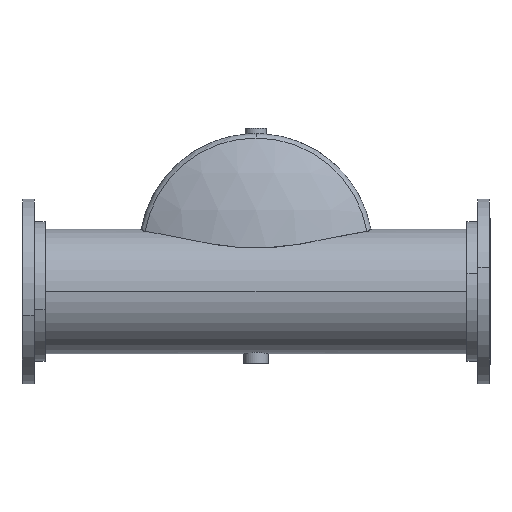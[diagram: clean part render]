
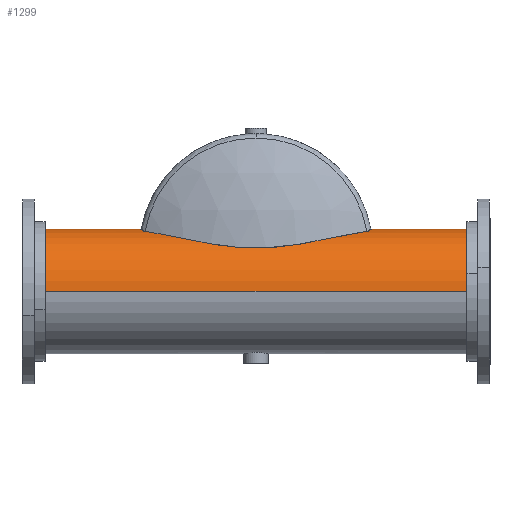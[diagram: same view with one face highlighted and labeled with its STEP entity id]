
A CAD part, top view. The second image highlights one B-rep face of the part: STEP entity #1299.
In plain terms, the highlighted cylindrical face has radius 161.925 mm (diameter 323.85 mm), a partial arc.
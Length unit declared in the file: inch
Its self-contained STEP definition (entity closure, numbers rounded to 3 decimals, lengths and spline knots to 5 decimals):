
#79 = CARTESIAN_POINT ( 'NONE',  ( 7., 6.05315, 2. ) ) ;
#126 = AXIS2_PLACEMENT_3D ( 'NONE', #2670, #2335, #651 ) ;
#174 = VECTOR ( 'NONE', #1767, 39.37008 ) ;
#197 = ORIENTED_EDGE ( 'NONE', *, *, #4167, .T. ) ;
#210 = CARTESIAN_POINT ( 'NONE',  ( -7., 6.05315, -2. ) ) ;
#217 = ORIENTED_EDGE ( 'NONE', *, *, #3040, .F. ) ;
#263 = DIRECTION ( 'NONE',  ( 0., 0., 1. ) ) ;
#383 = ORIENTED_EDGE ( 'NONE', *, *, #3371, .T. ) ;
#617 = LINE ( 'NONE', #3137, #826 ) ;
#647 = CARTESIAN_POINT ( 'NONE',  ( -23.5, 6.05315, 2. ) ) ;
#651 = DIRECTION ( 'NONE',  ( 0., 0., -1. ) ) ;
#690 = AXIS2_PLACEMENT_3D ( 'NONE', #4193, #3787, #3530 ) ;
#705 = CARTESIAN_POINT ( 'NONE',  ( 23.5, 0., 0. ) ) ;
#715 = EDGE_CURVE ( 'NONE', #4233, #3546, #1749, .T. ) ;
#743 = DIRECTION ( 'NONE',  ( 1., 0., 0. ) ) ;
#826 = VECTOR ( 'NONE', #2037, 39.37008 ) ;
#835 = EDGE_LOOP ( 'NONE', ( #197, #2227, #217, #1453 ) ) ;
#866 = VERTEX_POINT ( 'NONE', #1820 ) ;
#1026 = DIRECTION ( 'NONE',  ( 0., 0., -1. ) ) ;
#1108 = VERTEX_POINT ( 'NONE', #79 ) ;
#1152 = CARTESIAN_POINT ( 'NONE',  ( 23.5, 0., -6.375 ) ) ;
#1207 = CIRCLE ( 'NONE', #690, 6.375 ) ;
#1299 = ADVANCED_FACE ( 'NONE', ( #1582, #2277 ), #4094, .T. ) ;
#1307 = VERTEX_POINT ( 'NONE', #3319 ) ;
#1404 = EDGE_LOOP ( 'NONE', ( #383, #2652, #4535, #2462 ) ) ;
#1406 = EDGE_CURVE ( 'NONE', #1108, #4233, #4538, .T. ) ;
#1453 = ORIENTED_EDGE ( 'NONE', *, *, #3069, .F. ) ;
#1505 = CIRCLE ( 'NONE', #3933, 6.375 ) ;
#1582 = FACE_BOUND ( 'NONE', #1404, .T. ) ;
#1749 = CIRCLE ( 'NONE', #126, 6.375 ) ;
#1755 = LINE ( 'NONE', #4252, #3190 ) ;
#1767 = DIRECTION ( 'NONE',  ( -1., 0., 0. ) ) ;
#1776 = EDGE_CURVE ( 'NONE', #3053, #2100, #1755, .T. ) ;
#1794 = AXIS2_PLACEMENT_3D ( 'NONE', #2691, #2298, #4426 ) ;
#1820 = CARTESIAN_POINT ( 'NONE',  ( 7., 6.05315, -2. ) ) ;
#1949 = CIRCLE ( 'NONE', #3710, 6.375 ) ;
#2006 = CARTESIAN_POINT ( 'NONE',  ( 7., 0., 0. ) ) ;
#2037 = DIRECTION ( 'NONE',  ( 1., 0., 0. ) ) ;
#2100 = VERTEX_POINT ( 'NONE', #2253 ) ;
#2227 = ORIENTED_EDGE ( 'NONE', *, *, #1776, .T. ) ;
#2253 = CARTESIAN_POINT ( 'NONE',  ( 23.5, 0., 6.375 ) ) ;
#2277 = FACE_OUTER_BOUND ( 'NONE', #835, .T. ) ;
#2298 = DIRECTION ( 'NONE',  ( 1., 0., 0. ) ) ;
#2335 = DIRECTION ( 'NONE',  ( -1., 0., 0. ) ) ;
#2462 = ORIENTED_EDGE ( 'NONE', *, *, #715, .T. ) ;
#2521 = CARTESIAN_POINT ( 'NONE',  ( -23.5, 6.05315, -2. ) ) ;
#2652 = ORIENTED_EDGE ( 'NONE', *, *, #2983, .T. ) ;
#2670 = CARTESIAN_POINT ( 'NONE',  ( -7., 0., 0. ) ) ;
#2691 = CARTESIAN_POINT ( 'NONE',  ( -23.5, 0., 0. ) ) ;
#2983 = EDGE_CURVE ( 'NONE', #866, #1108, #1505, .T. ) ;
#3040 = EDGE_CURVE ( 'NONE', #3316, #2100, #1949, .T. ) ;
#3053 = VERTEX_POINT ( 'NONE', #4171 ) ;
#3069 = EDGE_CURVE ( 'NONE', #1307, #3316, #617, .T. ) ;
#3137 = CARTESIAN_POINT ( 'NONE',  ( -23.5, 0., -6.375 ) ) ;
#3190 = VECTOR ( 'NONE', #3541, 39.37008 ) ;
#3316 = VERTEX_POINT ( 'NONE', #1152 ) ;
#3319 = CARTESIAN_POINT ( 'NONE',  ( -23.5, 0., -6.375 ) ) ;
#3371 = EDGE_CURVE ( 'NONE', #3546, #866, #3913, .T. ) ;
#3414 = DIRECTION ( 'NONE',  ( 1., 0., 0. ) ) ;
#3530 = DIRECTION ( 'NONE',  ( 0., 0., -1. ) ) ;
#3541 = DIRECTION ( 'NONE',  ( 1., 0., 0. ) ) ;
#3546 = VERTEX_POINT ( 'NONE', #210 ) ;
#3710 = AXIS2_PLACEMENT_3D ( 'NONE', #705, #4127, #1026 ) ;
#3787 = DIRECTION ( 'NONE',  ( 1., 0., 0. ) ) ;
#3913 = LINE ( 'NONE', #2521, #4223 ) ;
#3933 = AXIS2_PLACEMENT_3D ( 'NONE', #2006, #3414, #263 ) ;
#4094 = CYLINDRICAL_SURFACE ( 'NONE', #1794, 6.375 ) ;
#4127 = DIRECTION ( 'NONE',  ( 1., 0., 0. ) ) ;
#4167 = EDGE_CURVE ( 'NONE', #1307, #3053, #1207, .T. ) ;
#4171 = CARTESIAN_POINT ( 'NONE',  ( -23.5, 0., 6.375 ) ) ;
#4193 = CARTESIAN_POINT ( 'NONE',  ( -23.5, 0., 0. ) ) ;
#4223 = VECTOR ( 'NONE', #743, 39.37008 ) ;
#4233 = VERTEX_POINT ( 'NONE', #4283 ) ;
#4252 = CARTESIAN_POINT ( 'NONE',  ( -23.5, 0., 6.375 ) ) ;
#4283 = CARTESIAN_POINT ( 'NONE',  ( -7., 6.05315, 2. ) ) ;
#4426 = DIRECTION ( 'NONE',  ( 0., 0., -1. ) ) ;
#4535 = ORIENTED_EDGE ( 'NONE', *, *, #1406, .T. ) ;
#4538 = LINE ( 'NONE', #647, #174 ) ;
